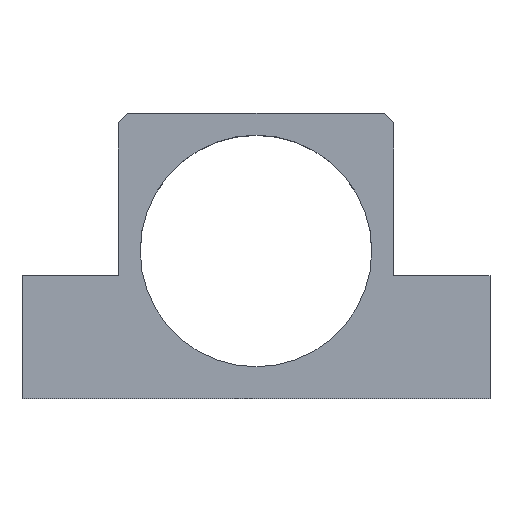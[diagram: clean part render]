
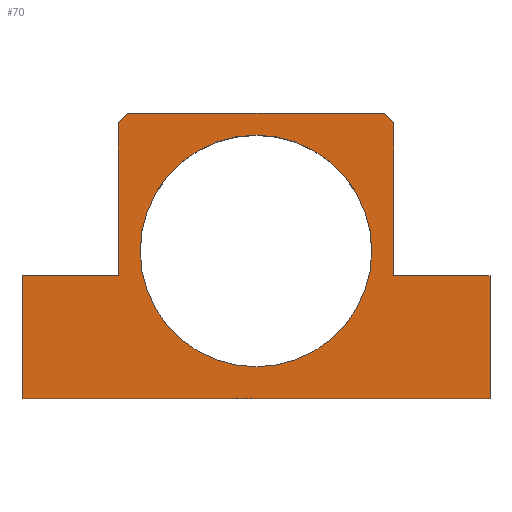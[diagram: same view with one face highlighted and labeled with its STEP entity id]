
A CAD part, top view. The second image highlights one B-rep face of the part: STEP entity #70.
In plain terms, the highlighted planar face has unit normal (0, 0, 1).
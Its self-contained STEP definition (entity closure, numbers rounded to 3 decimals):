
#4 = VECTOR ( 'NONE', #525, 1000. ) ;
#12 = VECTOR ( 'NONE', #26, 1000. ) ;
#19 = LINE ( 'NONE', #611, #635 ) ;
#26 = DIRECTION ( 'NONE',  ( -1., 0., 0. ) ) ;
#32 = EDGE_CURVE ( 'NONE', #504, #269, #229, .T. ) ;
#49 = DIRECTION ( 'NONE',  ( 0., 1., 0. ) ) ;
#53 = VERTEX_POINT ( 'NONE', #62 ) ;
#56 = DIRECTION ( 'NONE',  ( 0., 0., 1. ) ) ;
#60 = ORIENTED_EDGE ( 'NONE', *, *, #90, .F. ) ;
#62 = CARTESIAN_POINT ( 'NONE',  ( -47.5, -30., 0. ) ) ;
#65 = LINE ( 'NONE', #386, #85 ) ;
#66 = VECTOR ( 'NONE', #49, 1000. ) ;
#70 = ADVANCED_FACE ( 'NONE', ( #99, #173 ), #119, .F. ) ;
#85 = VECTOR ( 'NONE', #315, 1000. ) ;
#87 = CARTESIAN_POINT ( 'NONE',  ( -26., 28., 0. ) ) ;
#90 = EDGE_CURVE ( 'NONE', #423, #361, #143, .T. ) ;
#94 = DIRECTION ( 'NONE',  ( -1., 0., 0. ) ) ;
#99 = FACE_BOUND ( 'NONE', #332, .T. ) ;
#103 = ORIENTED_EDGE ( 'NONE', *, *, #647, .T. ) ;
#111 = CARTESIAN_POINT ( 'NONE',  ( 47.5, -5., 0. ) ) ;
#113 = VECTOR ( 'NONE', #136, 1000. ) ;
#118 = VERTEX_POINT ( 'NONE', #335 ) ;
#119 = PLANE ( 'NONE',  #588 ) ;
#120 = CARTESIAN_POINT ( 'NONE',  ( 0., 0., 0. ) ) ;
#122 = EDGE_CURVE ( 'NONE', #292, #407, #264, .T. ) ;
#136 = DIRECTION ( 'NONE',  ( 0., 1., 0. ) ) ;
#138 = ORIENTED_EDGE ( 'NONE', *, *, #282, .T. ) ;
#141 = ORIENTED_EDGE ( 'NONE', *, *, #389, .T. ) ;
#143 = CIRCLE ( 'NONE', #627, 23.5 ) ;
#156 = ORIENTED_EDGE ( 'NONE', *, *, #502, .T. ) ;
#158 = LINE ( 'NONE', #87, #12 ) ;
#168 = VERTEX_POINT ( 'NONE', #648 ) ;
#171 = DIRECTION ( 'NONE',  ( 0., -1., 0. ) ) ;
#173 = FACE_OUTER_BOUND ( 'NONE', #337, .T. ) ;
#174 = LINE ( 'NONE', #111, #66 ) ;
#180 = CARTESIAN_POINT ( 'NONE',  ( -28., -5., 0. ) ) ;
#182 = EDGE_CURVE ( 'NONE', #269, #53, #302, .T. ) ;
#184 = VECTOR ( 'NONE', #518, 1000. ) ;
#188 = LINE ( 'NONE', #587, #4 ) ;
#198 = DIRECTION ( 'NONE',  ( -1., 0., 0. ) ) ;
#201 = CARTESIAN_POINT ( 'NONE',  ( 28., 26., 0. ) ) ;
#207 = CARTESIAN_POINT ( 'NONE',  ( -47.5, -5., 0. ) ) ;
#209 = ORIENTED_EDGE ( 'NONE', *, *, #122, .T. ) ;
#229 = LINE ( 'NONE', #207, #439 ) ;
#235 = CARTESIAN_POINT ( 'NONE',  ( -47.5, -5., 0. ) ) ;
#248 = ORIENTED_EDGE ( 'NONE', *, *, #182, .T. ) ;
#264 = LINE ( 'NONE', #201, #113 ) ;
#269 = VERTEX_POINT ( 'NONE', #393 ) ;
#282 = EDGE_CURVE ( 'NONE', #419, #168, #188, .T. ) ;
#289 = EDGE_CURVE ( 'NONE', #599, #118, #174, .T. ) ;
#292 = VERTEX_POINT ( 'NONE', #641 ) ;
#302 = LINE ( 'NONE', #235, #311 ) ;
#311 = VECTOR ( 'NONE', #171, 1000. ) ;
#315 = DIRECTION ( 'NONE',  ( 0., -1., 0. ) ) ;
#328 = LINE ( 'NONE', #526, #372 ) ;
#332 = EDGE_LOOP ( 'NONE', ( #60, #548 ) ) ;
#335 = CARTESIAN_POINT ( 'NONE',  ( 47.5, -5., 0. ) ) ;
#337 = EDGE_LOOP ( 'NONE', ( #357, #103, #138, #156, #490, #248, #141, #411, #590, #209 ) ) ;
#349 = CARTESIAN_POINT ( 'NONE',  ( 0., 0., 0. ) ) ;
#357 = ORIENTED_EDGE ( 'NONE', *, *, #451, .T. ) ;
#361 = VERTEX_POINT ( 'NONE', #543 ) ;
#366 = DIRECTION ( 'NONE',  ( 0., 0., -1. ) ) ;
#372 = VECTOR ( 'NONE', #458, 1000. ) ;
#386 = CARTESIAN_POINT ( 'NONE',  ( -28., 26., 0. ) ) ;
#389 = EDGE_CURVE ( 'NONE', #53, #599, #328, .T. ) ;
#393 = CARTESIAN_POINT ( 'NONE',  ( -47.5, -5., 0. ) ) ;
#407 = VERTEX_POINT ( 'NONE', #574 ) ;
#409 = AXIS2_PLACEMENT_3D ( 'NONE', #120, #56, #646 ) ;
#411 = ORIENTED_EDGE ( 'NONE', *, *, #289, .T. ) ;
#419 = VERTEX_POINT ( 'NONE', #516 ) ;
#423 = VERTEX_POINT ( 'NONE', #438 ) ;
#438 = CARTESIAN_POINT ( 'NONE',  ( 23.5, 0., 0. ) ) ;
#439 = VECTOR ( 'NONE', #198, 1000. ) ;
#441 = CARTESIAN_POINT ( 'NONE',  ( 26., 28., 0. ) ) ;
#451 = EDGE_CURVE ( 'NONE', #407, #527, #19, .T. ) ;
#454 = CIRCLE ( 'NONE', #409, 23.5 ) ;
#458 = DIRECTION ( 'NONE',  ( 1., 0., 0. ) ) ;
#483 = DIRECTION ( 'NONE',  ( 1., 0., 0. ) ) ;
#490 = ORIENTED_EDGE ( 'NONE', *, *, #32, .T. ) ;
#502 = EDGE_CURVE ( 'NONE', #168, #504, #65, .T. ) ;
#504 = VERTEX_POINT ( 'NONE', #180 ) ;
#508 = EDGE_CURVE ( 'NONE', #118, #292, #644, .T. ) ;
#516 = CARTESIAN_POINT ( 'NONE',  ( -26., 28., 0. ) ) ;
#518 = DIRECTION ( 'NONE',  ( -1., 0., 0. ) ) ;
#519 = CARTESIAN_POINT ( 'NONE',  ( 47.5, -30., 0. ) ) ;
#525 = DIRECTION ( 'NONE',  ( -0.707, -0.707, 0. ) ) ;
#526 = CARTESIAN_POINT ( 'NONE',  ( -47.5, -30., 0. ) ) ;
#527 = VERTEX_POINT ( 'NONE', #441 ) ;
#543 = CARTESIAN_POINT ( 'NONE',  ( -23.5, 0., 0. ) ) ;
#546 = DIRECTION ( 'NONE',  ( -0.707, 0.707, 0. ) ) ;
#548 = ORIENTED_EDGE ( 'NONE', *, *, #598, .F. ) ;
#550 = DIRECTION ( 'NONE',  ( 0., 0., 1. ) ) ;
#574 = CARTESIAN_POINT ( 'NONE',  ( 28., 26., 0. ) ) ;
#577 = CARTESIAN_POINT ( 'NONE',  ( 28., -5., 0. ) ) ;
#587 = CARTESIAN_POINT ( 'NONE',  ( -26., 28., 0. ) ) ;
#588 = AXIS2_PLACEMENT_3D ( 'NONE', #349, #366, #94 ) ;
#590 = ORIENTED_EDGE ( 'NONE', *, *, #508, .T. ) ;
#598 = EDGE_CURVE ( 'NONE', #361, #423, #454, .T. ) ;
#599 = VERTEX_POINT ( 'NONE', #519 ) ;
#611 = CARTESIAN_POINT ( 'NONE',  ( 26., 28., 0. ) ) ;
#616 = CARTESIAN_POINT ( 'NONE',  ( 0., 0., 0. ) ) ;
#627 = AXIS2_PLACEMENT_3D ( 'NONE', #616, #550, #483 ) ;
#635 = VECTOR ( 'NONE', #546, 1000. ) ;
#641 = CARTESIAN_POINT ( 'NONE',  ( 28., -5., 0. ) ) ;
#644 = LINE ( 'NONE', #577, #184 ) ;
#646 = DIRECTION ( 'NONE',  ( 1., 0., 0. ) ) ;
#647 = EDGE_CURVE ( 'NONE', #527, #419, #158, .T. ) ;
#648 = CARTESIAN_POINT ( 'NONE',  ( -28., 26., 0. ) ) ;
